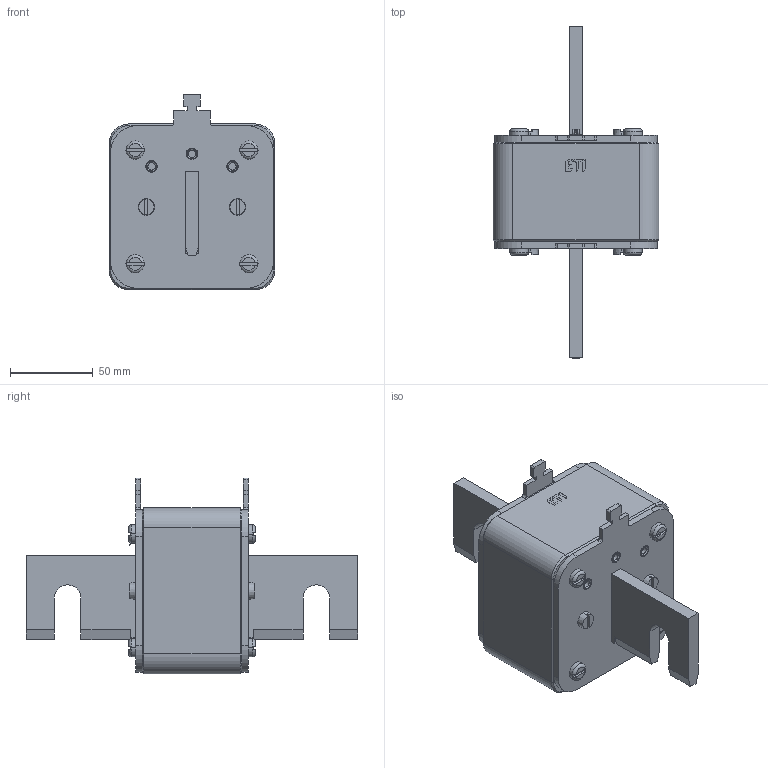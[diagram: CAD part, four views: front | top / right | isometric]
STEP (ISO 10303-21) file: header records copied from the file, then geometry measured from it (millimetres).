
FILE_DESCRIPTION((''),'2;1');
FILE_NAME('NV4_ETI','2018-01-29T',('matic.bajda'),('Audax d.o.o.'),'CREO PARAMETRIC BY PTC INC, 2016260','CREO PARAMETRIC BY PTC INC, 2016260','');
FILE_SCHEMA(('AUTOMOTIVE_DESIGN { 1 0 10303 214 1 1 1 1 }'));
Length unit declared in the file: millimetre
Products named in the file (1): NV4_ETI
Bounding box: 100 x 200 x 118 mm (x, y, z)
Volume: 717535.7 mm3; surface area: 65094.3 mm2
Topology: 1 solids, 17 shells, 373 faces, 992 edges, 656 vertices
Faces by surface type: plane 214, cylinder 119, torus 24, cone 16
Entity records: 12752 total; most frequent: CARTESIAN_POINT 2964, DIRECTION 2050, ORIENTED_EDGE 1920, EDGE_CURVE 992, AXIS2_PLACEMENT_3D 756, VERTEX_POINT 656, VECTOR 538, LINE 538
